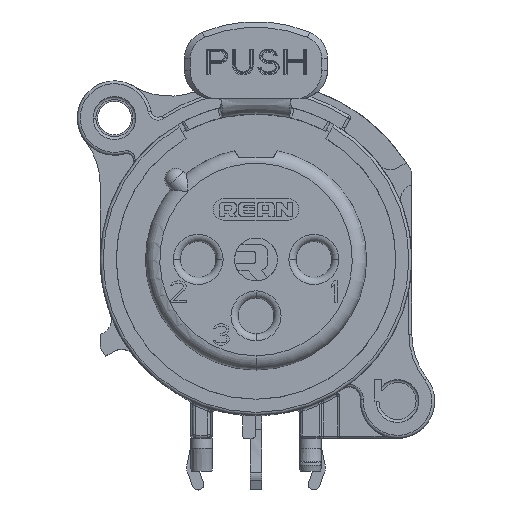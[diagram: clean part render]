
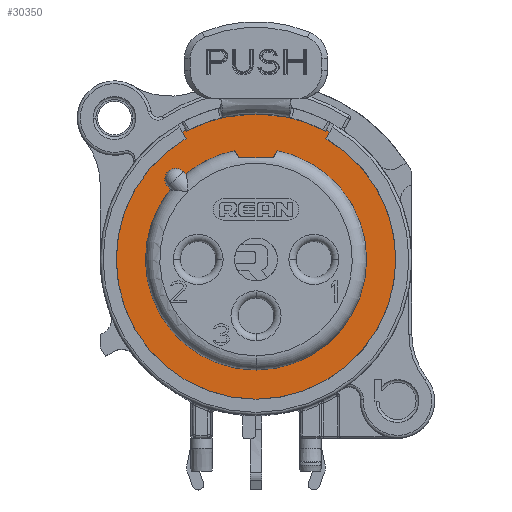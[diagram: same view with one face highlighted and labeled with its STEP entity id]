
A CAD part, top view. The second image highlights one B-rep face of the part: STEP entity #30350.
In plain terms, the highlighted planar face has unit normal (0, 0, 1).
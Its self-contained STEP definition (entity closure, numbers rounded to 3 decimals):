
#9671=CARTESIAN_POINT('',(0.,0.,7.));
#9672=DIRECTION('',(0.,0.,1.));
#9673=DIRECTION('',(-0.772,0.635,0.));
#9674=AXIS2_PLACEMENT_3D('',#9671,#9672,#9673);
#9676=CARTESIAN_POINT('',(0.,0.,7.));
#9677=DIRECTION('',(0.,0.,1.));
#9678=DIRECTION('',(0.,-1.,0.));
#9679=AXIS2_PLACEMENT_3D('',#9676,#9677,#9678);
#9681=CARTESIAN_POINT('',(0.,0.,7.));
#9682=DIRECTION('',(0.,0.,1.));
#9683=DIRECTION('',(0.338,0.941,0.));
#9684=AXIS2_PLACEMENT_3D('',#9681,#9682,#9683);
#9686=DIRECTION('',(-0.5,-0.866,0.));
#9687=VECTOR('',#9686,0.567);
#9688=CARTESIAN_POINT('',(1.484,7.591,7.));
#9689=LINE('',#9688,#9687);
#9690=DIRECTION('',(-0.5,0.866,0.));
#9691=VECTOR('',#9690,0.567);
#9692=CARTESIAN_POINT('',(-1.2,7.1,7.));
#9693=LINE('',#9692,#9691);
#9694=CARTESIAN_POINT('',(0.,0.,7.));
#9695=DIRECTION('',(0.,0.,1.));
#9696=DIRECTION('',(-0.192,0.981,0.));
#9697=AXIS2_PLACEMENT_3D('',#9694,#9695,#9696);
#9699=CARTESIAN_POINT('',(0.,0.,7.));
#9700=DIRECTION('',(0.,0.,1.));
#9701=DIRECTION('',(-0.337,0.941,0.));
#9702=AXIS2_PLACEMENT_3D('',#9699,#9700,#9701);
#9704=DIRECTION('',(-0.707,0.707,0.));
#9705=VECTOR('',#9704,0.251);
#9706=CARTESIAN_POINT('',(-4.914,5.974,7.));
#9707=LINE('',#9706,#9705);
#9708=CARTESIAN_POINT('',(-5.621,5.621,7.));
#9709=DIRECTION('',(0.,0.,1.));
#9710=DIRECTION('',(0.707,0.707,0.));
#9711=AXIS2_PLACEMENT_3D('',#9708,#9709,#9710);
#9713=DIRECTION('',(0.707,-0.707,0.));
#9714=VECTOR('',#9713,0.251);
#9715=CARTESIAN_POINT('',(-6.152,5.091,7.));
#9716=LINE('',#9715,#9714);
#9717=CARTESIAN_POINT('',(0.,0.,7.));
#9718=DIRECTION('',(0.,0.,-1.));
#9719=DIRECTION('',(-0.475,0.88,0.));
#9720=AXIS2_PLACEMENT_3D('',#9717,#9718,#9719);
#9722=CARTESIAN_POINT('',(4.846,8.975,7.));
#9723=CARTESIAN_POINT('',(4.859,8.999,7.));
#9724=CARTESIAN_POINT('',(4.872,9.024,7.));
#9725=CARTESIAN_POINT('',(4.885,9.048,7.));
#9727=CARTESIAN_POINT('',(0.,0.,7.));
#9728=DIRECTION('',(0.,0.,-1.));
#9729=DIRECTION('',(0.475,0.88,0.));
#9730=AXIS2_PLACEMENT_3D('',#9727,#9728,#9729);
#9732=DIRECTION('',(-0.5,-0.866,0.));
#9733=VECTOR('',#9732,0.506);
#9734=CARTESIAN_POINT('',(5.141,8.905,7.));
#9735=LINE('',#9734,#9733);
#9736=CARTESIAN_POINT('',(0.,0.,7.));
#9737=DIRECTION('',(0.,0.,-1.));
#9738=DIRECTION('',(0.5,0.866,0.));
#9739=AXIS2_PLACEMENT_3D('',#9736,#9737,#9738);
#9741=DIRECTION('',(0.883,-0.469,0.));
#9742=VECTOR('',#9741,0.178);
#9743=CARTESIAN_POINT('',(9.543,-2.123,7.));
#9744=LINE('',#9743,#9742);
#9745=DIRECTION('',(0.,-1.,0.));
#9746=VECTOR('',#9745,1.204);
#9747=CARTESIAN_POINT('',(9.7,-2.207,7.));
#9748=LINE('',#9747,#9746);
#9749=CARTESIAN_POINT('',(0.,0.,7.));
#9750=DIRECTION('',(0.,0.,-1.));
#9751=DIRECTION('',(0.943,-0.332,0.));
#9752=AXIS2_PLACEMENT_3D('',#9749,#9750,#9751);
#9754=DIRECTION('',(0.,1.,0.));
#9755=VECTOR('',#9754,0.777);
#9756=CARTESIAN_POINT('',(8.326,-5.9,7.));
#9757=LINE('',#9756,#9755);
#9758=CARTESIAN_POINT('',(0.,0.,7.));
#9759=DIRECTION('',(0.,0.,-1.));
#9760=DIRECTION('',(0.852,-0.524,0.));
#9761=AXIS2_PLACEMENT_3D('',#9758,#9759,#9760);
#9763=CARTESIAN_POINT('',(0.,0.,7.));
#9764=DIRECTION('',(0.,0.,-1.));
#9765=DIRECTION('',(0.,-1.,0.));
#9766=AXIS2_PLACEMENT_3D('',#9763,#9764,#9765);
#9768=DIRECTION('',(-0.5,0.866,0.));
#9769=VECTOR('',#9768,0.506);
#9770=CARTESIAN_POINT('',(-4.888,8.466,7.));
#9771=LINE('',#9770,#9769);
#9772=CARTESIAN_POINT('',(0.,0.,7.));
#9773=DIRECTION('',(0.,0.,-1.));
#9774=DIRECTION('',(-0.5,0.866,0.));
#9775=AXIS2_PLACEMENT_3D('',#9772,#9773,#9774);
#9777=CARTESIAN_POINT('',(-4.885,9.048,7.));
#9778=CARTESIAN_POINT('',(-4.872,9.024,7.));
#9779=CARTESIAN_POINT('',(-4.859,8.999,7.));
#9780=CARTESIAN_POINT('',(-4.846,8.975,7.));
#9824=DIRECTION('',(1.,0.,0.));
#9825=VECTOR('',#9824,2.4);
#9826=CARTESIAN_POINT('',(-1.2,7.1,7.));
#9827=LINE('',#9826,#9825);
#12603=DIRECTION('',(1.,0.,0.));
#12604=VECTOR('',#12603,0.095);
#12605=CARTESIAN_POINT('',(8.326,-5.9,7.));
#12606=LINE('',#12605,#12604);
#15088=CARTESIAN_POINT('',(8.421,-5.9,7.));
#15089=VERTEX_POINT('',#15088);
#15090=CARTESIAN_POINT('',(9.7,-3.411,7.));
#15091=VERTEX_POINT('',#15090);
#15173=CARTESIAN_POINT('',(9.7,-2.207,7.));
#15174=VERTEX_POINT('',#15173);
#15180=CARTESIAN_POINT('',(-4.846,8.975,7.));
#15181=CARTESIAN_POINT('',(4.846,8.975,7.));
#15182=VERTEX_POINT('',#15180);
#15183=VERTEX_POINT('',#15181);
#15184=VERTEX_POINT('',#9725);
#15185=CARTESIAN_POINT('',(5.141,8.905,7.));
#15186=VERTEX_POINT('',#15185);
#15187=CARTESIAN_POINT('',(4.888,8.466,7.));
#15188=VERTEX_POINT('',#15187);
#15189=CARTESIAN_POINT('',(9.543,-2.123,
7.));
#15190=VERTEX_POINT('',#15189);
#15191=CARTESIAN_POINT('',(8.326,-5.9,7.));
#15192=VERTEX_POINT('',#15191);
#15193=CARTESIAN_POINT('',(8.326,-5.123,7.));
#15194=VERTEX_POINT('',#15193);
#15195=CARTESIAN_POINT('',(0.,-9.776,
7.));
#15196=VERTEX_POINT('',#15195);
#15197=CARTESIAN_POINT('',(-4.888,8.466,
7.));
#15198=VERTEX_POINT('',#15197);
#15199=CARTESIAN_POINT('',(-5.141,8.905,7.));
#15200=VERTEX_POINT('',#15199);
#15201=CARTESIAN_POINT('',(-4.885,9.048,7.));
#15202=VERTEX_POINT('',#15201);
#15203=CARTESIAN_POINT('',(-5.974,4.914,
7.));
#15204=CARTESIAN_POINT('',(0.,-7.735,7.));
#15205=VERTEX_POINT('',#15203);
#15206=VERTEX_POINT('',#15204);
#15207=CARTESIAN_POINT('',(2.614,7.28,7.));
#15208=VERTEX_POINT('',#15207);
#15209=CARTESIAN_POINT('',(1.484,7.591,7.));
#15210=VERTEX_POINT('',#15209);
#15211=CARTESIAN_POINT('',(1.2,7.1,7.));
#15212=VERTEX_POINT('',#15211);
#15213=CARTESIAN_POINT('',(-1.2,7.1,7.));
#15214=VERTEX_POINT('',#15213);
#15215=CARTESIAN_POINT('',(-1.484,7.591,7.));
#15216=VERTEX_POINT('',#15215);
#15217=CARTESIAN_POINT('',(-2.609,7.282,7.));
#15218=VERTEX_POINT('',#15217);
#15219=CARTESIAN_POINT('',(-4.914,5.974,7.));
#15220=VERTEX_POINT('',#15219);
#15221=CARTESIAN_POINT('',(-5.091,6.152,7.));
#15222=VERTEX_POINT('',#15221);
#15223=CARTESIAN_POINT('',(-6.152,5.091,7.));
#15224=VERTEX_POINT('',#15223);
#30294=CARTESIAN_POINT('',(0.,0.,7.));
#30295=DIRECTION('',(0.,0.,1.));
#30296=DIRECTION('',(1.,0.,0.));
#30297=AXIS2_PLACEMENT_3D('',#30294,#30295,#30296);
#30298=PLANE('',#30297);
#30299=ORIENTED_EDGE('',*,*,#21460,.T.);
#30301=ORIENTED_EDGE('',*,*,#30300,.T.);
#30303=ORIENTED_EDGE('',*,*,#30302,.T.);
#30305=ORIENTED_EDGE('',*,*,#30304,.T.);
#30307=ORIENTED_EDGE('',*,*,#30306,.T.);
#30309=ORIENTED_EDGE('',*,*,#30308,.T.);
#30310=ORIENTED_EDGE('',*,*,#30276,.T.);
#30311=ORIENTED_EDGE('',*,*,#28700,.T.);
#30313=ORIENTED_EDGE('',*,*,#30312,.F.);
#30315=ORIENTED_EDGE('',*,*,#30314,.T.);
#30317=ORIENTED_EDGE('',*,*,#30316,.T.);
#30319=ORIENTED_EDGE('',*,*,#30318,.T.);
#30321=ORIENTED_EDGE('',*,*,#30320,.T.);
#30322=ORIENTED_EDGE('',*,*,#21608,.T.);
#30323=ORIENTED_EDGE('',*,*,#21595,.T.);
#30324=EDGE_LOOP('',(#30299,#30301,#30303,#30305,#30307,#30309,#30310,#30311,
#30313,#30315,#30317,#30319,#30321,#30322,#30323));
#30325=FACE_OUTER_BOUND('',#30324,.F.);
#30327=ORIENTED_EDGE('',*,*,#30326,.T.);
#30329=ORIENTED_EDGE('',*,*,#30328,.T.);
#30331=ORIENTED_EDGE('',*,*,#30330,.T.);
#30333=ORIENTED_EDGE('',*,*,#30332,.T.);
#30335=ORIENTED_EDGE('',*,*,#30334,.F.);
#30337=ORIENTED_EDGE('',*,*,#30336,.T.);
#30339=ORIENTED_EDGE('',*,*,#30338,.T.);
#30341=ORIENTED_EDGE('',*,*,#30340,.T.);
#30343=ORIENTED_EDGE('',*,*,#30342,.T.);
#30345=ORIENTED_EDGE('',*,*,#30344,.T.);
#30347=ORIENTED_EDGE('',*,*,#30346,.T.);
#30348=EDGE_LOOP('',(#30327,#30329,#30331,#30333,#30335,#30337,#30339,#30341,
#30343,#30345,#30347));
#30349=FACE_BOUND('',#30348,.F.);
#30350=ADVANCED_FACE('',(#30325,#30349),#30298,.T.);
#9675=CIRCLE('',#9674,7.735);
#9680=CIRCLE('',#9679,7.735);
#9685=CIRCLE('',#9684,7.735);
#9698=CIRCLE('',#9697,7.735);
#9703=CIRCLE('',#9702,7.735);
#9712=CIRCLE('',#9711,0.75);
#9721=CIRCLE('',#9720,10.2);
#9726=B_SPLINE_CURVE_WITH_KNOTS('',3,(#9722,#9723,#9724,#9725),.UNSPECIFIED.,
.F.,.F.,(4,4),(0.,1.),.UNSPECIFIED.);
#9731=CIRCLE('',#9730,10.282);
#9740=CIRCLE('',#9739,9.776);
#9753=CIRCLE('',#9752,10.282);
#9762=CIRCLE('',#9761,9.776);
#9767=CIRCLE('',#9766,9.776);
#9776=CIRCLE('',#9775,10.282);
#9781=B_SPLINE_CURVE_WITH_KNOTS('',3,(#9777,#9778,#9779,#9780),.UNSPECIFIED.,
.F.,.F.,(4,4),(0.,1.),.UNSPECIFIED.);
#21460=EDGE_CURVE('',#15182,#15183,#9721,.T.);
#21595=EDGE_CURVE('',#15202,#15182,#9781,.T.);
#21608=EDGE_CURVE('',#15200,#15202,#9776,.T.);
#28700=EDGE_CURVE('',#15091,#15089,#9753,.T.);
#30276=EDGE_CURVE('',#15174,#15091,#9748,.T.);
#30300=EDGE_CURVE('',#15183,#15184,#9726,.T.);
#30302=EDGE_CURVE('',#15184,#15186,#9731,.T.);
#30304=EDGE_CURVE('',#15186,#15188,#9735,.T.);
#30306=EDGE_CURVE('',#15188,#15190,#9740,.T.);
#30308=EDGE_CURVE('',#15190,#15174,#9744,.T.);
#30312=EDGE_CURVE('',#15192,#15089,#12606,.T.);
#30314=EDGE_CURVE('',#15192,#15194,#9757,.T.);
#30316=EDGE_CURVE('',#15194,#15196,#9762,.T.);
#30318=EDGE_CURVE('',#15196,#15198,#9767,.T.);
#30320=EDGE_CURVE('',#15198,#15200,#9771,.T.);
#30326=EDGE_CURVE('',#15205,#15206,#9675,.T.);
#30328=EDGE_CURVE('',#15206,#15208,#9680,.T.);
#30330=EDGE_CURVE('',#15208,#15210,#9685,.T.);
#30332=EDGE_CURVE('',#15210,#15212,#9689,.T.);
#30334=EDGE_CURVE('',#15214,#15212,#9827,.T.);
#30336=EDGE_CURVE('',#15214,#15216,#9693,.T.);
#30338=EDGE_CURVE('',#15216,#15218,#9698,.T.);
#30340=EDGE_CURVE('',#15218,#15220,#9703,.T.);
#30342=EDGE_CURVE('',#15220,#15222,#9707,.T.);
#30344=EDGE_CURVE('',#15222,#15224,#9712,.T.);
#30346=EDGE_CURVE('',#15224,#15205,#9716,.T.);
